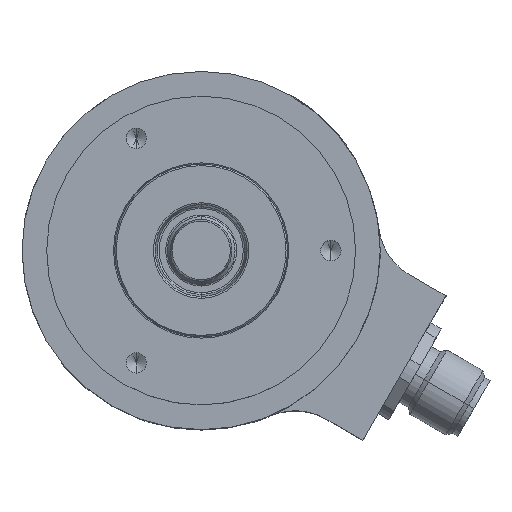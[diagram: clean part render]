
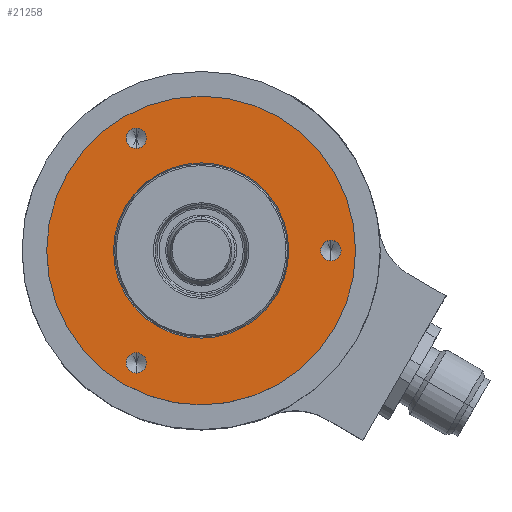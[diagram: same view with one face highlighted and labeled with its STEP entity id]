
A CAD part, top view. The second image highlights one B-rep face of the part: STEP entity #21258.
In plain terms, the highlighted planar face has unit normal (0, 0, 1).
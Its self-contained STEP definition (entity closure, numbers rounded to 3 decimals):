
#6840=CARTESIAN_POINT('',(0.,0.,27.));
#6841=DIRECTION('',(0.,0.,-1.));
#6842=DIRECTION('',(0.,1.,0.));
#6843=AXIS2_PLACEMENT_3D('',#6840,#6841,#6842);
#6845=CARTESIAN_POINT('',(0.,0.,27.));
#6846=DIRECTION('',(0.,0.,-1.));
#6847=DIRECTION('',(0.,-1.,0.));
#6848=AXIS2_PLACEMENT_3D('',#6845,#6846,#6847);
#6850=CARTESIAN_POINT('',(21.,0.,27.));
#6851=DIRECTION('',(0.,0.,1.));
#6852=DIRECTION('',(0.,-1.,0.));
#6853=AXIS2_PLACEMENT_3D('',#6850,#6851,#6852);
#6855=CARTESIAN_POINT('',(21.,0.,27.));
#6856=DIRECTION('',(0.,0.,1.));
#6857=DIRECTION('',(0.,1.,0.));
#6858=AXIS2_PLACEMENT_3D('',#6855,#6856,#6857);
#6860=CARTESIAN_POINT('',(-10.5,-18.187,27.));
#6861=DIRECTION('',(0.,0.,1.));
#6862=DIRECTION('',(0.,-1.,0.));
#6863=AXIS2_PLACEMENT_3D('',#6860,#6861,#6862);
#6865=CARTESIAN_POINT('',(-10.5,-18.187,27.));
#6866=DIRECTION('',(0.,0.,1.));
#6867=DIRECTION('',(0.,1.,0.));
#6868=AXIS2_PLACEMENT_3D('',#6865,#6866,#6867);
#6870=CARTESIAN_POINT('',(-10.5,18.187,27.));
#6871=DIRECTION('',(0.,0.,1.));
#6872=DIRECTION('',(0.,-1.,0.));
#6873=AXIS2_PLACEMENT_3D('',#6870,#6871,#6872);
#6875=CARTESIAN_POINT('',(-10.5,18.187,27.));
#6876=DIRECTION('',(0.,0.,1.));
#6877=DIRECTION('',(0.,1.,0.));
#6878=AXIS2_PLACEMENT_3D('',#6875,#6876,#6877);
#6885=CARTESIAN_POINT('',(0.,0.,27.));
#6886=DIRECTION('',(0.,0.,-1.));
#6887=DIRECTION('',(-1.,0.,0.));
#6888=AXIS2_PLACEMENT_3D('',#6885,#6886,#6887);
#6903=CARTESIAN_POINT('',(0.,0.,27.));
#6904=DIRECTION('',(0.,0.,-1.));
#6905=DIRECTION('',(1.,0.,0.));
#6906=AXIS2_PLACEMENT_3D('',#6903,#6904,#6905);
#14140=CARTESIAN_POINT('',(0.,25.,27.));
#14141=CARTESIAN_POINT('',(0.,-25.,27.));
#14142=VERTEX_POINT('',#14140);
#14143=VERTEX_POINT('',#14141);
#14168=CARTESIAN_POINT('',(14.188,0.,27.));
#14169=CARTESIAN_POINT('',(-14.188,0.,27.));
#14170=VERTEX_POINT('',#14168);
#14171=VERTEX_POINT('',#14169);
#14182=CARTESIAN_POINT('',(21.,-1.65,27.));
#14183=CARTESIAN_POINT('',(21.,1.65,27.));
#14184=VERTEX_POINT('',#14182);
#14185=VERTEX_POINT('',#14183);
#14192=CARTESIAN_POINT('',(-10.5,-19.837,27.));
#14193=CARTESIAN_POINT('',(-10.5,-16.537,27.));
#14194=VERTEX_POINT('',#14192);
#14195=VERTEX_POINT('',#14193);
#14202=CARTESIAN_POINT('',(-10.5,16.537,27.));
#14203=CARTESIAN_POINT('',(-10.5,19.837,27.));
#14204=VERTEX_POINT('',#14202);
#14205=VERTEX_POINT('',#14203);
#21224=CARTESIAN_POINT('',(0.,0.,27.));
#21225=DIRECTION('',(0.,0.,1.));
#21226=DIRECTION('',(1.,0.,0.));
#21227=AXIS2_PLACEMENT_3D('',#21224,#21225,#21226);
#21228=PLANE('',#21227);
#21230=ORIENTED_EDGE('',*,*,#21229,.T.);
#21231=ORIENTED_EDGE('',*,*,#21214,.T.);
#21232=EDGE_LOOP('',(#21230,#21231));
#21233=FACE_OUTER_BOUND('',#21232,.F.);
#21235=ORIENTED_EDGE('',*,*,#21234,.F.);
#21237=ORIENTED_EDGE('',*,*,#21236,.F.);
#21238=EDGE_LOOP('',(#21235,#21237));
#21239=FACE_BOUND('',#21238,.F.);
#21241=ORIENTED_EDGE('',*,*,#21240,.T.);
#21243=ORIENTED_EDGE('',*,*,#21242,.T.);
#21244=EDGE_LOOP('',(#21241,#21243));
#21245=FACE_BOUND('',#21244,.F.);
#21247=ORIENTED_EDGE('',*,*,#21246,.T.);
#21249=ORIENTED_EDGE('',*,*,#21248,.T.);
#21250=EDGE_LOOP('',(#21247,#21249));
#21251=FACE_BOUND('',#21250,.F.);
#21253=ORIENTED_EDGE('',*,*,#21252,.T.);
#21255=ORIENTED_EDGE('',*,*,#21254,.T.);
#21256=EDGE_LOOP('',(#21253,#21255));
#21257=FACE_BOUND('',#21256,.F.);
#6844=CIRCLE('',#6843,25.);
#6849=CIRCLE('',#6848,25.);
#6854=CIRCLE('',#6853,1.65);
#6859=CIRCLE('',#6858,1.65);
#6864=CIRCLE('',#6863,1.65);
#6869=CIRCLE('',#6868,1.65);
#6874=CIRCLE('',#6873,1.65);
#6879=CIRCLE('',#6878,1.65);
#6889=CIRCLE('',#6888,14.188);
#6907=CIRCLE('',#6906,14.188);
#21214=EDGE_CURVE('',#14143,#14142,#6849,.T.);
#21229=EDGE_CURVE('',#14142,#14143,#6844,.T.);
#21234=EDGE_CURVE('',#14171,#14170,#6889,.T.);
#21236=EDGE_CURVE('',#14170,#14171,#6907,.T.);
#21240=EDGE_CURVE('',#14184,#14185,#6854,.T.);
#21242=EDGE_CURVE('',#14185,#14184,#6859,.T.);
#21246=EDGE_CURVE('',#14194,#14195,#6864,.T.);
#21248=EDGE_CURVE('',#14195,#14194,#6869,.T.);
#21252=EDGE_CURVE('',#14204,#14205,#6874,.T.);
#21254=EDGE_CURVE('',#14205,#14204,#6879,.T.);
#21258=ADVANCED_FACE('',(#21233,#21239,#21245,#21251,#21257),#21228,.T.);
